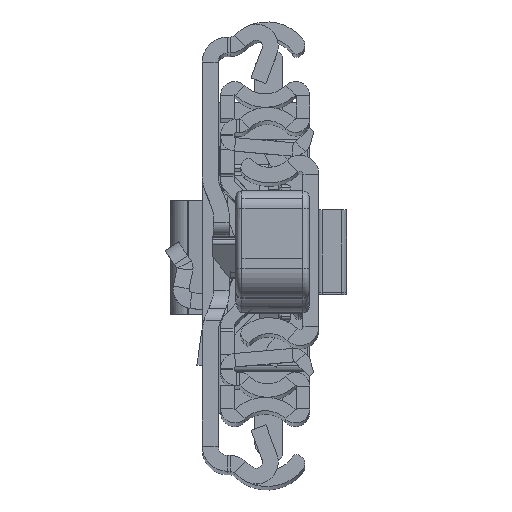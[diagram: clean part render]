
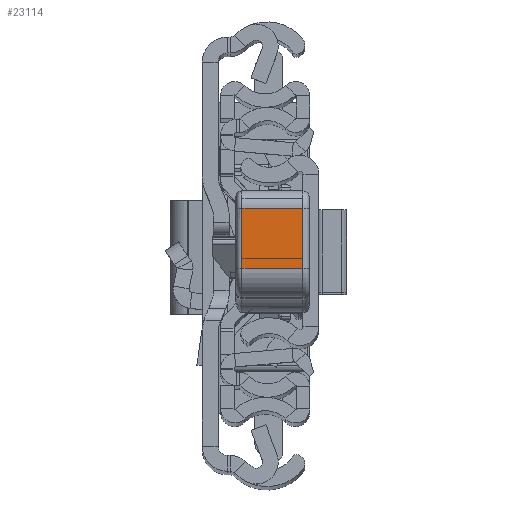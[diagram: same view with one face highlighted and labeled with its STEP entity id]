
A CAD part, top view. The second image highlights one B-rep face of the part: STEP entity #23114.
In plain terms, the highlighted face is planar.
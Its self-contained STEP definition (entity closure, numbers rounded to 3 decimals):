
#254 = ORIENTED_EDGE ( 'NONE', *, *, #19381, .F. ) ;
#1390 = LINE ( 'NONE', #17531, #22737 ) ;
#1529 = DIRECTION ( 'NONE',  ( 0., 0., -1. ) ) ;
#3534 = DIRECTION ( 'NONE',  ( 0.027, 1., 0. ) ) ;
#3610 = VERTEX_POINT ( 'NONE', #30365 ) ;
#3954 = ORIENTED_EDGE ( 'NONE', *, *, #32099, .F. ) ;
#4732 = LINE ( 'NONE', #13326, #15448 ) ;
#4741 = CARTESIAN_POINT ( 'NONE',  ( 39.55, -12.274, -10. ) ) ;
#9195 = DIRECTION ( 'NONE',  ( -0.027, -1., 0. ) ) ;
#12809 = DIRECTION ( 'NONE',  ( 0., 0., 1. ) ) ;
#13269 = VERTEX_POINT ( 'NONE', #29792 ) ;
#13326 = CARTESIAN_POINT ( 'NONE',  ( 39.818, -2.465, -11. ) ) ;
#13368 = VECTOR ( 'NONE', #3534, 1000. ) ;
#15038 = LINE ( 'NONE', #32627, #34923 ) ;
#15263 = CARTESIAN_POINT ( 'NONE',  ( 39.55, -12.274, 0. ) ) ;
#15448 = VECTOR ( 'NONE', #1529, 1000. ) ;
#17354 = DIRECTION ( 'NONE',  ( -0.027, -1., 0. ) ) ;
#17531 = CARTESIAN_POINT ( 'NONE',  ( 39.55, -12.274, -10. ) ) ;
#19381 = EDGE_CURVE ( 'NONE', #3610, #13269, #4732, .T. ) ;
#20721 = CARTESIAN_POINT ( 'NONE',  ( 39.55, -12.274, -11. ) ) ;
#20867 = LINE ( 'NONE', #15263, #13368 ) ;
#21470 = EDGE_LOOP ( 'NONE', ( #24597, #3954, #254, #28424 ) ) ;
#22737 = VECTOR ( 'NONE', #17354, 1000. ) ;
#23114 = ADVANCED_FACE ( 'NONE', ( #28956 ), #26334, .F. ) ;
#24597 = ORIENTED_EDGE ( 'NONE', *, *, #27805, .F. ) ;
#24769 = VERTEX_POINT ( 'NONE', #32170 ) ;
#25202 = EDGE_CURVE ( 'NONE', #24769, #3610, #20867, .T. ) ;
#26334 = PLANE ( 'NONE',  #28788 ) ;
#27805 = EDGE_CURVE ( 'NONE', #30314, #24769, #15038, .T. ) ;
#28424 = ORIENTED_EDGE ( 'NONE', *, *, #25202, .F. ) ;
#28788 = AXIS2_PLACEMENT_3D ( 'NONE', #20721, #34756, #9195 ) ;
#28956 = FACE_OUTER_BOUND ( 'NONE', #21470, .T. ) ;
#29792 = CARTESIAN_POINT ( 'NONE',  ( 39.818, -2.465, -10. ) ) ;
#30314 = VERTEX_POINT ( 'NONE', #4741 ) ;
#30365 = CARTESIAN_POINT ( 'NONE',  ( 39.818, -2.465, 0. ) ) ;
#32099 = EDGE_CURVE ( 'NONE', #13269, #30314, #1390, .T. ) ;
#32170 = CARTESIAN_POINT ( 'NONE',  ( 39.55, -12.274, 0. ) ) ;
#32627 = CARTESIAN_POINT ( 'NONE',  ( 39.55, -12.274, -11. ) ) ;
#34756 = DIRECTION ( 'NONE',  ( -1., 0.027, 0. ) ) ;
#34923 = VECTOR ( 'NONE', #12809, 1000. ) ;
